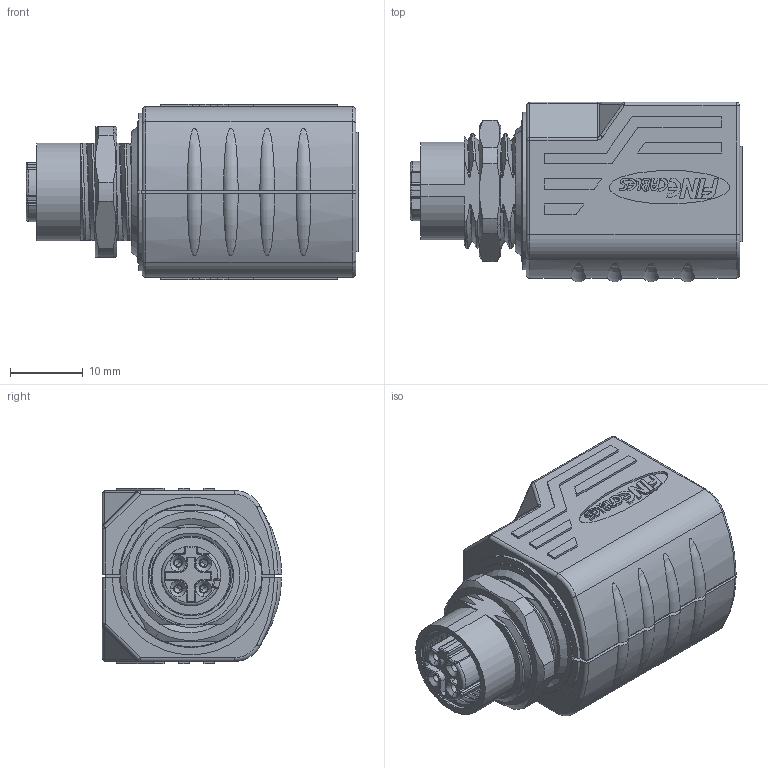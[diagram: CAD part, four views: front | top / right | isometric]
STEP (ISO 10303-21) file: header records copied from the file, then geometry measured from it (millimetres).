
FILE_DESCRIPTION (( 'STEP AP203' ), '1' );
FILE_NAME ('P466 M12-RJ45-FPST(P).STEP', '2021-06-21T06:42:28', ( '' ), ( '' ), 'SwSTEP 2.0', 'SolidWorks 2018', '' );
FILE_SCHEMA (( 'CONFIG_CONTROL_DESIGN' ));
Length unit declared in the file: millimetre
Products named in the file (1): P466   M12-RJ45-FPST(P)
Bounding box: 45.7 x 24.7 x 24.1 mm (x, y, z)
Volume: 15091.6 mm3; surface area: 10648.7 mm2
Topology: 1 solids, 9 shells, 1220 faces, 3329 edges, 2168 vertices
Faces by surface type: plane 559, cylinder 412, bspline 132, cone 76, torus 29, sphere 12
Entity records: 51865 total; most frequent: CARTESIAN_POINT 21508, ORIENTED_EDGE 6630, DIRECTION 5996, EDGE_CURVE 3315, VERTEX_POINT 2168, AXIS2_PLACEMENT_3D 2051, LINE 1894, VECTOR 1894
